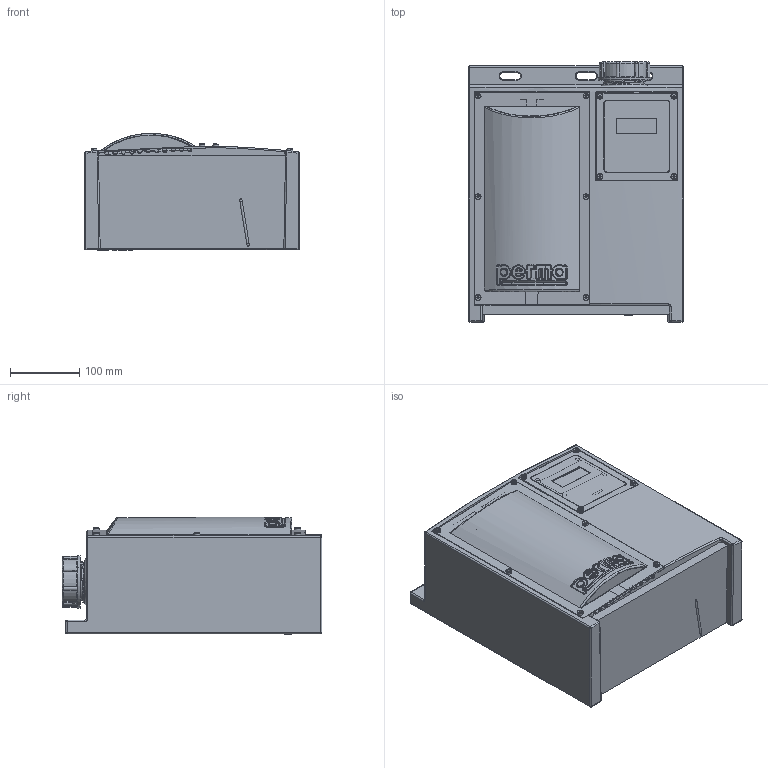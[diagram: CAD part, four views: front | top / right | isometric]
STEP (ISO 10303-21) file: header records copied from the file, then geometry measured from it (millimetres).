
FILE_DESCRIPTION((''),'2;1');
FILE_NAME('perma ECOSY.stp','2010-09-23T08:23:21',('002180'),(''),'Autodesk Inventor 2010','Autodesk Inventor 2010','');
FILE_SCHEMA(('AUTOMOTIVE_DESIGN { 1 0 10303 214 1 1 1 1 }'));
Length unit declared in the file: millimetre
Products named in the file (1): ECOSY
Bounding box: 310 x 375.2 x 169.02 mm (x, y, z)
Volume: 15761651.8 mm3; surface area: 771391.9 mm2
Topology: 36 solids, 36 shells, 2394 faces, 5727 edges, 3379 vertices
Faces by surface type: cylinder 892, plane 694, bspline 510, torus 192, sphere 61, cone 45
Full cylindrical faces by diameter (mm): 2.6 x4, 5 x14, 6 x10, 7.22 x9, 8.5 x10, 20 x1, 45 x1, 55 x4, 76.1 x1
Entity records: 117908 total; most frequent: CARTESIAN_POINT 64854, ORIENTED_EDGE 10926, DIRECTION 10629, EDGE_CURVE 5463, AXIS2_PLACEMENT_3D 4199, VERTEX_POINT 3332, EDGE_LOOP 2635, FACE_OUTER_BOUND 2387
